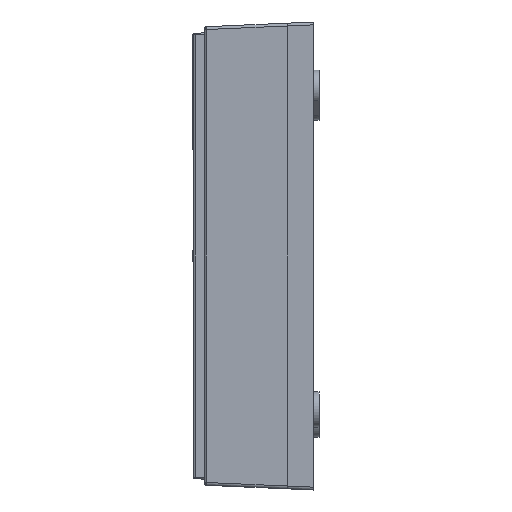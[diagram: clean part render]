
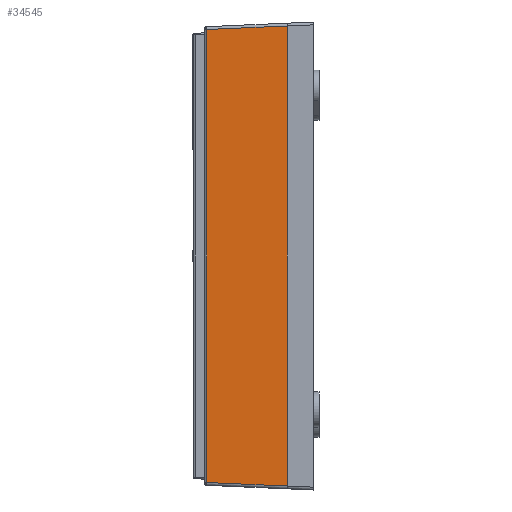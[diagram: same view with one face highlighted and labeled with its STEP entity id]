
A CAD part, front view. The second image highlights one B-rep face of the part: STEP entity #34545.
In plain terms, the highlighted face is planar.
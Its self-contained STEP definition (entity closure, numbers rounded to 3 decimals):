
#1647 = VECTOR ( 'NONE', #24432, 1000. ) ;
#1794 = CARTESIAN_POINT ( 'NONE',  ( 14.513, 41.25, 41.011 ) ) ;
#2079 = CARTESIAN_POINT ( 'NONE',  ( 0.287, -40.378, 40.39 ) ) ;
#6975 = CARTESIAN_POINT ( 'NONE',  ( 14.513, -40.512, 41.011 ) ) ;
#8523 = DIRECTION ( 'NONE',  ( -0.044, 0., 0.999 ) ) ;
#9123 = DIRECTION ( 'NONE',  ( 0.998, -0.044, 0.044 ) ) ;
#9933 = ORIENTED_EDGE ( 'NONE', *, *, #15886, .T. ) ;
#10475 = CARTESIAN_POINT ( 'NONE',  ( 0.287, -39.891, 40.39 ) ) ;
#11080 = DIRECTION ( 'NONE',  ( 0.999, 0., 0.044 ) ) ;
#11203 = ORIENTED_EDGE ( 'NONE', *, *, #29450, .T. ) ;
#11519 = VERTEX_POINT ( 'NONE', #18212 ) ;
#12395 = LINE ( 'NONE', #2079, #1647 ) ;
#12557 = ORIENTED_EDGE ( 'NONE', *, *, #27433, .T. ) ;
#14662 = VECTOR ( 'NONE', #37301, 1000. ) ;
#15886 = EDGE_CURVE ( 'NONE', #22459, #11519, #26788, .T. ) ;
#18212 = CARTESIAN_POINT ( 'NONE',  ( 14.513, 40.512, 41.011 ) ) ;
#18386 = VECTOR ( 'NONE', #9123, 1000. ) ;
#18416 = CARTESIAN_POINT ( 'NONE',  ( 10.957, -40.357, 40.856 ) ) ;
#18936 = VERTEX_POINT ( 'NONE', #10475 ) ;
#19055 = CARTESIAN_POINT ( 'NONE',  ( 0.287, 39.891, 40.39 ) ) ;
#20678 = EDGE_CURVE ( 'NONE', #18936, #22459, #28318, .T. ) ;
#21175 = PLANE ( 'NONE',  #40516 ) ;
#22459 = VERTEX_POINT ( 'NONE', #6975 ) ;
#24432 = DIRECTION ( 'NONE',  ( 0., -1., 0. ) ) ;
#26615 = VECTOR ( 'NONE', #36914, 1000. ) ;
#26788 = LINE ( 'NONE', #34554, #14662 ) ;
#27433 = EDGE_CURVE ( 'NONE', #33614, #18936, #12395, .T. ) ;
#28318 = LINE ( 'NONE', #18416, #18386 ) ;
#29450 = EDGE_CURVE ( 'NONE', #11519, #33614, #36709, .T. ) ;
#30293 = ORIENTED_EDGE ( 'NONE', *, *, #20678, .T. ) ;
#33614 = VERTEX_POINT ( 'NONE', #19055 ) ;
#34545 = ADVANCED_FACE ( 'NONE', ( #37399 ), #21175, .T. ) ;
#34554 = CARTESIAN_POINT ( 'NONE',  ( 14.513, 41.25, 41.011 ) ) ;
#36709 = LINE ( 'NONE', #39867, #26615 ) ;
#36914 = DIRECTION ( 'NONE',  ( -0.998, -0.044, -0.044 ) ) ;
#37301 = DIRECTION ( 'NONE',  ( 0., 1., 0. ) ) ;
#37399 = FACE_OUTER_BOUND ( 'NONE', #40201, .T. ) ;
#39867 = CARTESIAN_POINT ( 'NONE',  ( 14.545, 40.513, 41.013 ) ) ;
#40201 = EDGE_LOOP ( 'NONE', ( #9933, #11203, #12557, #30293 ) ) ;
#40516 = AXIS2_PLACEMENT_3D ( 'NONE', #1794, #8523, #11080 ) ;
